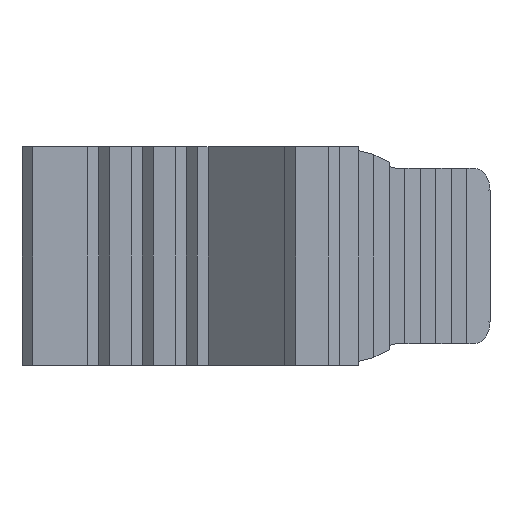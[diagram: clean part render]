
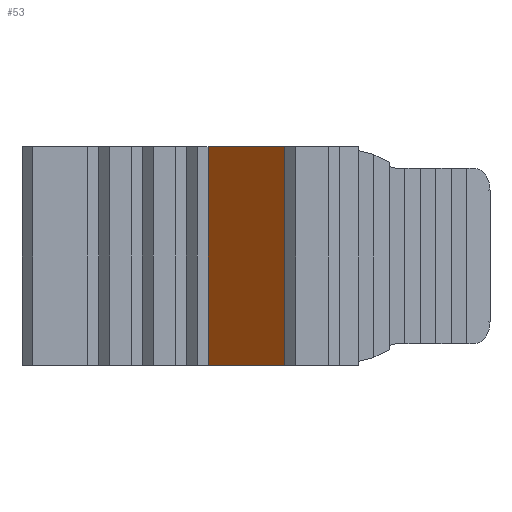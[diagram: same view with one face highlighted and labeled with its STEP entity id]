
A CAD part, front view. The second image highlights one B-rep face of the part: STEP entity #53.
In plain terms, the highlighted planar face has unit normal (-0.707, -0.707, 0).
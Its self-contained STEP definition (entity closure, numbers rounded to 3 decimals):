
#53=ADVANCED_FACE('',(#203),#205,.F.);
#203=FACE_BOUND('',#204,.T.);
#204=EDGE_LOOP('',(#1196,#1197,#1198,#1199));
#205=PLANE('',#206);
#206=AXIS2_PLACEMENT_3D('',#207,#208,#209);
#207=CARTESIAN_POINT('',(-12.,-5.,-28.));
#208=DIRECTION('',(0.707,0.707,0.));
#209=DIRECTION('',(0.,0.,1.));
#1196=ORIENTED_EDGE('',*,*,#1889,.F.);
#1197=ORIENTED_EDGE('',*,*,#1881,.T.);
#1198=ORIENTED_EDGE('',*,*,#1890,.T.);
#1199=ORIENTED_EDGE('',*,*,#1711,.T.);
#1711=EDGE_CURVE('',#2065,#2063,#2066,.F.);
#1881=EDGE_CURVE('',#2405,#2403,#2406,.F.);
#1889=EDGE_CURVE('',#2405,#2063,#2415,.T.);
#1890=EDGE_CURVE('',#2403,#2065,#2416,.T.);
#2063=VERTEX_POINT('',#2649);
#2065=VERTEX_POINT('',#2653);
#2066=LINE('',#2654,#2655);
#2403=VERTEX_POINT('',#3329);
#2405=VERTEX_POINT('',#3333);
#2406=LINE('',#3334,#3335);
#2415=LINE('',#3359,#3360);
#2416=LINE('',#3362,#3363);
#2649=CARTESIAN_POINT('',(-12.,-5.,20.));
#2653=CARTESIAN_POINT('',(-5.,-12.,20.));
#2654=CARTESIAN_POINT('',(-12.,-5.,20.));
#2655=VECTOR('',#2656,1.);
#2656=DIRECTION('',(0.707,-0.707,0.));
#3329=CARTESIAN_POINT('',(-5.,-12.,0.));
#3333=CARTESIAN_POINT('',(-12.,-5.,0.));
#3334=CARTESIAN_POINT('',(-5.,-12.,0.));
#3335=VECTOR('',#3336,1.);
#3336=DIRECTION('',(-0.707,0.707,0.));
#3359=CARTESIAN_POINT('',(-12.,-5.,0.));
#3360=VECTOR('',#3361,1.);
#3361=DIRECTION('',(0.,0.,1.));
#3362=CARTESIAN_POINT('',(-5.,-12.,0.));
#3363=VECTOR('',#3364,1.);
#3364=DIRECTION('',(0.,0.,1.));
